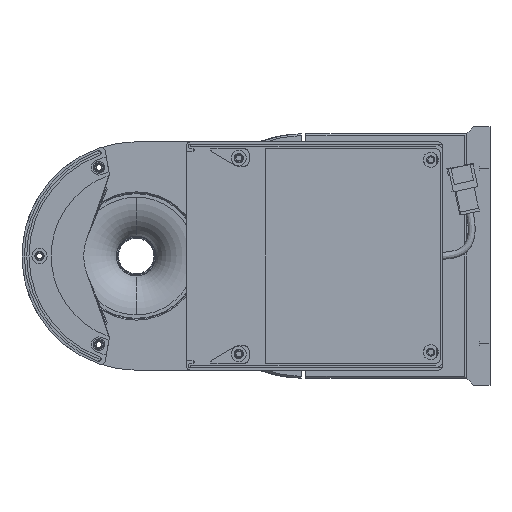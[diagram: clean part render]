
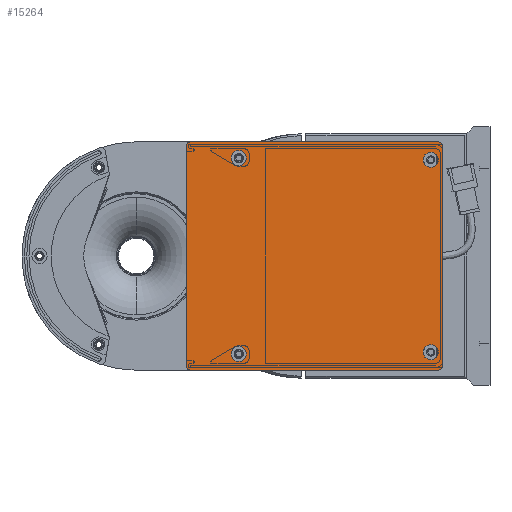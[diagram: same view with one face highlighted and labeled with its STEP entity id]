
A CAD part, front view. The second image highlights one B-rep face of the part: STEP entity #15264.
In plain terms, the highlighted planar face has unit normal (0, -1, 0).
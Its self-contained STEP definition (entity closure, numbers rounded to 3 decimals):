
#180 = PLANE ( 'NONE',  #20455 ) ;
#519 = CARTESIAN_POINT ( 'NONE',  ( 129.393, -22.996, -47. ) ) ;
#591 = VECTOR ( 'NONE', #9378, 1000. ) ;
#708 = EDGE_LOOP ( 'NONE', ( #11634, #15006 ) ) ;
#711 = DIRECTION ( 'NONE',  ( -1., 0., 0. ) ) ;
#994 = DIRECTION ( 'NONE',  ( 0., -1., 0. ) ) ;
#1078 = EDGE_CURVE ( 'NONE', #10909, #24147, #5934, .T. ) ;
#1467 = EDGE_CURVE ( 'NONE', #13089, #16390, #27845, .T. ) ;
#2055 = VERTEX_POINT ( 'NONE', #13541 ) ;
#2338 = ORIENTED_EDGE ( 'NONE', *, *, #1467, .T. ) ;
#2366 = CARTESIAN_POINT ( 'NONE',  ( 126.393, -22.996, 41.25 ) ) ;
#2410 = DIRECTION ( 'NONE',  ( 1., 0., 0. ) ) ;
#2439 = FACE_BOUND ( 'NONE', #25018, .T. ) ;
#2711 = CARTESIAN_POINT ( 'NONE',  ( 15.667, -22.996, -49. ) ) ;
#2816 = CIRCLE ( 'NONE', #7609, 2. ) ;
#2951 = CARTESIAN_POINT ( 'NONE',  ( 126.393, -22.996, -41.25 ) ) ;
#3108 = CARTESIAN_POINT ( 'NONE',  ( 129.393, -22.996, -49. ) ) ;
#3311 = AXIS2_PLACEMENT_3D ( 'NONE', #8613, #6358, #19612 ) ;
#3848 = CARTESIAN_POINT ( 'NONE',  ( 123.143, -22.996, 41.25 ) ) ;
#3979 = CIRCLE ( 'NONE', #14559, 3.25 ) ;
#4146 = CARTESIAN_POINT ( 'NONE',  ( 47.25, -22.996, 42. ) ) ;
#4711 = LINE ( 'NONE', #23078, #591 ) ;
#5376 = DIRECTION ( 'NONE',  ( -1., 0., 0. ) ) ;
#5529 = ORIENTED_EDGE ( 'NONE', *, *, #11321, .F. ) ;
#5760 = VECTOR ( 'NONE', #18213, 1000. ) ;
#5934 = CIRCLE ( 'NONE', #10752, 3.25 ) ;
#5984 = AXIS2_PLACEMENT_3D ( 'NONE', #18134, #10775, #6704 ) ;
#6230 = CARTESIAN_POINT ( 'NONE',  ( 21.393, -22.996, -47. ) ) ;
#6353 = EDGE_CURVE ( 'NONE', #16390, #15861, #2816, .T. ) ;
#6358 = DIRECTION ( 'NONE',  ( 0., -1., 0. ) ) ;
#6359 = VERTEX_POINT ( 'NONE', #3108 ) ;
#6704 = DIRECTION ( 'NONE',  ( -1., 0., 0. ) ) ;
#7118 = ORIENTED_EDGE ( 'NONE', *, *, #18704, .T. ) ;
#7221 = AXIS2_PLACEMENT_3D ( 'NONE', #2366, #22712, #11564 ) ;
#7259 = AXIS2_PLACEMENT_3D ( 'NONE', #7273, #7714, #23383 ) ;
#7273 = CARTESIAN_POINT ( 'NONE',  ( 44., -22.996, 42. ) ) ;
#7376 = DIRECTION ( 'NONE',  ( -1., 0., 0. ) ) ;
#7609 = AXIS2_PLACEMENT_3D ( 'NONE', #26157, #10339, #711 ) ;
#7714 = DIRECTION ( 'NONE',  ( 0., -1., 0. ) ) ;
#8044 = CIRCLE ( 'NONE', #25847, 2. ) ;
#8133 = CIRCLE ( 'NONE', #3311, 2. ) ;
#8421 = CARTESIAN_POINT ( 'NONE',  ( 44., -22.996, -42. ) ) ;
#8613 = CARTESIAN_POINT ( 'NONE',  ( 23.393, -22.996, -47. ) ) ;
#8978 = VECTOR ( 'NONE', #2410, 1000. ) ;
#9370 = ORIENTED_EDGE ( 'NONE', *, *, #14785, .F. ) ;
#9378 = DIRECTION ( 'NONE',  ( 0., 0., 1. ) ) ;
#9901 = ORIENTED_EDGE ( 'NONE', *, *, #6353, .T. ) ;
#9917 = AXIS2_PLACEMENT_3D ( 'NONE', #23268, #22813, #11526 ) ;
#10026 = EDGE_CURVE ( 'NONE', #10939, #2055, #27449, .T. ) ;
#10339 = DIRECTION ( 'NONE',  ( 0., -1., 0. ) ) ;
#10367 = DIRECTION ( 'NONE',  ( -1., 0., 0. ) ) ;
#10383 = AXIS2_PLACEMENT_3D ( 'NONE', #8421, #27086, #19871 ) ;
#10752 = AXIS2_PLACEMENT_3D ( 'NONE', #28173, #14485, #23675 ) ;
#10775 = DIRECTION ( 'NONE',  ( 0., -1., 0. ) ) ;
#10909 = VERTEX_POINT ( 'NONE', #18481 ) ;
#10939 = VERTEX_POINT ( 'NONE', #27658 ) ;
#11321 = EDGE_CURVE ( 'NONE', #2055, #10939, #26270, .T. ) ;
#11432 = CARTESIAN_POINT ( 'NONE',  ( 129.393, -22.996, 49. ) ) ;
#11526 = DIRECTION ( 'NONE',  ( -1., 0., 0. ) ) ;
#11564 = DIRECTION ( 'NONE',  ( -1., 0., 0. ) ) ;
#11585 = CIRCLE ( 'NONE', #7259, 3.25 ) ;
#11600 = CARTESIAN_POINT ( 'NONE',  ( 21.393, -22.996, -55. ) ) ;
#11603 = CARTESIAN_POINT ( 'NONE',  ( 44., -22.996, 42. ) ) ;
#11634 = ORIENTED_EDGE ( 'NONE', *, *, #1078, .F. ) ;
#11686 = EDGE_CURVE ( 'NONE', #24147, #10909, #16121, .T. ) ;
#11784 = FACE_OUTER_BOUND ( 'NONE', #17939, .T. ) ;
#12719 = CIRCLE ( 'NONE', #17036, 2. ) ;
#13089 = VERTEX_POINT ( 'NONE', #11432 ) ;
#13380 = CARTESIAN_POINT ( 'NONE',  ( 131.393, -22.996, 47. ) ) ;
#13541 = CARTESIAN_POINT ( 'NONE',  ( 123.143, -22.996, -41.25 ) ) ;
#13598 = DIRECTION ( 'NONE',  ( -1., 0., 0. ) ) ;
#13741 = FACE_BOUND ( 'NONE', #23308, .T. ) ;
#13824 = CARTESIAN_POINT ( 'NONE',  ( 23.393, -22.996, -49. ) ) ;
#13887 = VERTEX_POINT ( 'NONE', #15358 ) ;
#13980 = ORIENTED_EDGE ( 'NONE', *, *, #29509, .F. ) ;
#14231 = EDGE_CURVE ( 'NONE', #28549, #13089, #12719, .T. ) ;
#14426 = ORIENTED_EDGE ( 'NONE', *, *, #23388, .F. ) ;
#14485 = DIRECTION ( 'NONE',  ( 0., -1., 0. ) ) ;
#14559 = AXIS2_PLACEMENT_3D ( 'NONE', #11603, #27699, #18677 ) ;
#14657 = EDGE_LOOP ( 'NONE', ( #5529, #27045 ) ) ;
#14785 = EDGE_CURVE ( 'NONE', #18389, #21187, #21383, .T. ) ;
#14915 = CARTESIAN_POINT ( 'NONE',  ( 23.393, -22.996, 49. ) ) ;
#15006 = ORIENTED_EDGE ( 'NONE', *, *, #11686, .F. ) ;
#15177 = CARTESIAN_POINT ( 'NONE',  ( 129.393, -22.996, 47. ) ) ;
#15264 = ADVANCED_FACE ( 'NONE', ( #16443, #13741, #15988, #2439, #11784 ), #180, .T. ) ;
#15358 = CARTESIAN_POINT ( 'NONE',  ( 40.75, -22.996, 42. ) ) ;
#15446 = VERTEX_POINT ( 'NONE', #25593 ) ;
#15798 = LINE ( 'NONE', #11600, #5760 ) ;
#15861 = VERTEX_POINT ( 'NONE', #16197 ) ;
#15988 = FACE_BOUND ( 'NONE', #14657, .T. ) ;
#16121 = CIRCLE ( 'NONE', #10383, 3.25 ) ;
#16197 = CARTESIAN_POINT ( 'NONE',  ( 21.393, -22.996, 47. ) ) ;
#16390 = VERTEX_POINT ( 'NONE', #14915 ) ;
#16443 = FACE_BOUND ( 'NONE', #708, .T. ) ;
#17036 = AXIS2_PLACEMENT_3D ( 'NONE', #15177, #24522, #10367 ) ;
#17939 = EDGE_LOOP ( 'NONE', ( #2338, #9901, #20128, #19401, #18813, #7118, #28414, #25338 ) ) ;
#18074 = ORIENTED_EDGE ( 'NONE', *, *, #27338, .F. ) ;
#18134 = CARTESIAN_POINT ( 'NONE',  ( 126.393, -22.996, 41.25 ) ) ;
#18213 = DIRECTION ( 'NONE',  ( 0., 0., -1. ) ) ;
#18275 = CIRCLE ( 'NONE', #7221, 3.25 ) ;
#18389 = VERTEX_POINT ( 'NONE', #3848 ) ;
#18400 = CARTESIAN_POINT ( 'NONE',  ( 250., -22.996, 0. ) ) ;
#18481 = CARTESIAN_POINT ( 'NONE',  ( 40.75, -22.996, -42. ) ) ;
#18677 = DIRECTION ( 'NONE',  ( -1., 0., 0. ) ) ;
#18704 = EDGE_CURVE ( 'NONE', #6359, #15446, #8044, .T. ) ;
#18813 = ORIENTED_EDGE ( 'NONE', *, *, #24246, .T. ) ;
#18969 = CARTESIAN_POINT ( 'NONE',  ( 131.393, -22.996, 49. ) ) ;
#19401 = ORIENTED_EDGE ( 'NONE', *, *, #20105, .T. ) ;
#19612 = DIRECTION ( 'NONE',  ( -1., 0., 0. ) ) ;
#19871 = DIRECTION ( 'NONE',  ( -1., 0., 0. ) ) ;
#20105 = EDGE_CURVE ( 'NONE', #29221, #28563, #8133, .T. ) ;
#20128 = ORIENTED_EDGE ( 'NONE', *, *, #26995, .T. ) ;
#20191 = CARTESIAN_POINT ( 'NONE',  ( 47.25, -22.996, -42. ) ) ;
#20455 = AXIS2_PLACEMENT_3D ( 'NONE', #18400, #27427, #13598 ) ;
#20637 = LINE ( 'NONE', #2711, #8978 ) ;
#21187 = VERTEX_POINT ( 'NONE', #23734 ) ;
#21383 = CIRCLE ( 'NONE', #5984, 3.25 ) ;
#21444 = DIRECTION ( 'NONE',  ( -1., 0., 0. ) ) ;
#22712 = DIRECTION ( 'NONE',  ( 0., -1., 0. ) ) ;
#22720 = VERTEX_POINT ( 'NONE', #4146 ) ;
#22813 = DIRECTION ( 'NONE',  ( 0., -1., 0. ) ) ;
#23078 = CARTESIAN_POINT ( 'NONE',  ( 131.393, -22.996, -49. ) ) ;
#23241 = EDGE_CURVE ( 'NONE', #15446, #28549, #4711, .T. ) ;
#23268 = CARTESIAN_POINT ( 'NONE',  ( 126.393, -22.996, -41.25 ) ) ;
#23308 = EDGE_LOOP ( 'NONE', ( #13980, #14426 ) ) ;
#23383 = DIRECTION ( 'NONE',  ( -1., 0., 0. ) ) ;
#23388 = EDGE_CURVE ( 'NONE', #22720, #13887, #3979, .T. ) ;
#23675 = DIRECTION ( 'NONE',  ( -1., 0., 0. ) ) ;
#23734 = CARTESIAN_POINT ( 'NONE',  ( 129.643, -22.996, 41.25 ) ) ;
#23796 = VECTOR ( 'NONE', #7376, 1000. ) ;
#24147 = VERTEX_POINT ( 'NONE', #20191 ) ;
#24246 = EDGE_CURVE ( 'NONE', #28563, #6359, #20637, .T. ) ;
#24522 = DIRECTION ( 'NONE',  ( 0., -1., 0. ) ) ;
#25018 = EDGE_LOOP ( 'NONE', ( #9370, #18074 ) ) ;
#25338 = ORIENTED_EDGE ( 'NONE', *, *, #14231, .T. ) ;
#25543 = AXIS2_PLACEMENT_3D ( 'NONE', #2951, #994, #5376 ) ;
#25593 = CARTESIAN_POINT ( 'NONE',  ( 131.393, -22.996, -47. ) ) ;
#25847 = AXIS2_PLACEMENT_3D ( 'NONE', #519, #28064, #21444 ) ;
#26157 = CARTESIAN_POINT ( 'NONE',  ( 23.393, -22.996, 47. ) ) ;
#26270 = CIRCLE ( 'NONE', #9917, 3.25 ) ;
#26995 = EDGE_CURVE ( 'NONE', #15861, #29221, #15798, .T. ) ;
#27045 = ORIENTED_EDGE ( 'NONE', *, *, #10026, .F. ) ;
#27086 = DIRECTION ( 'NONE',  ( 0., -1., 0. ) ) ;
#27338 = EDGE_CURVE ( 'NONE', #21187, #18389, #18275, .T. ) ;
#27427 = DIRECTION ( 'NONE',  ( 0., -1., 0. ) ) ;
#27449 = CIRCLE ( 'NONE', #25543, 3.25 ) ;
#27658 = CARTESIAN_POINT ( 'NONE',  ( 129.643, -22.996, -41.25 ) ) ;
#27699 = DIRECTION ( 'NONE',  ( 0., -1., 0. ) ) ;
#27845 = LINE ( 'NONE', #18969, #23796 ) ;
#28064 = DIRECTION ( 'NONE',  ( 0., -1., 0. ) ) ;
#28173 = CARTESIAN_POINT ( 'NONE',  ( 44., -22.996, -42. ) ) ;
#28414 = ORIENTED_EDGE ( 'NONE', *, *, #23241, .T. ) ;
#28549 = VERTEX_POINT ( 'NONE', #13380 ) ;
#28563 = VERTEX_POINT ( 'NONE', #13824 ) ;
#29221 = VERTEX_POINT ( 'NONE', #6230 ) ;
#29509 = EDGE_CURVE ( 'NONE', #13887, #22720, #11585, .T. ) ;
